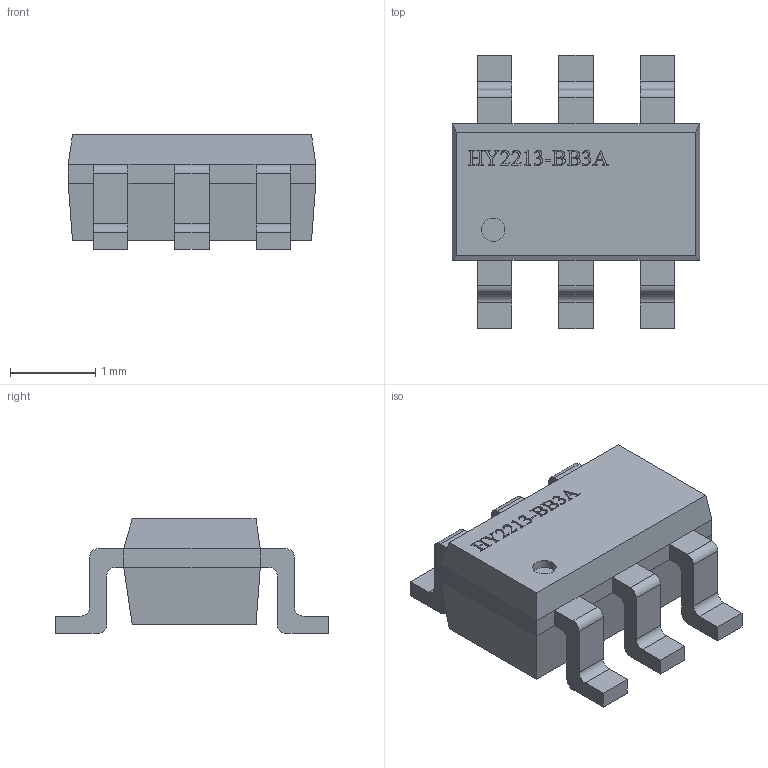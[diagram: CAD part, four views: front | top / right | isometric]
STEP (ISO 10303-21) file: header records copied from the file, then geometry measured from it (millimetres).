
FILE_DESCRIPTION(('FreeCAD Model'),'2;1');
FILE_NAME('Open CASCADE Shape Model','2024-07-27T15:46:06',(''),(''), 'Open CASCADE STEP processor 7.6','FreeCAD','Unknown');
FILE_SCHEMA(('AUTOMOTIVE_DESIGN { 1 0 10303 214 1 1 1 1 }'));
Length unit declared in the file: millimetre
Products named in the file (1): Body
Bounding box: 2.9 x 3.2 x 1.34 mm (x, y, z)
Volume: 6.2 mm3; surface area: 31.1 mm2
Topology: 1 solids, 1 shells, 435 faces, 1216 edges, 800 vertices
Faces by surface type: extrusion 209, plane 193, cylinder 25, bspline 8
Full cylindrical faces by diameter (mm): 0.274 x1
Entity records: 30155 total; most frequent: CARTESIAN_POINT 7176, DIRECTION 3456, VECTOR 2893, LINE 2684, ORIENTED_EDGE 2432, PCURVE 2432, DEFINITIONAL_REPRESENTATION 2432, EDGE_CURVE 1216
